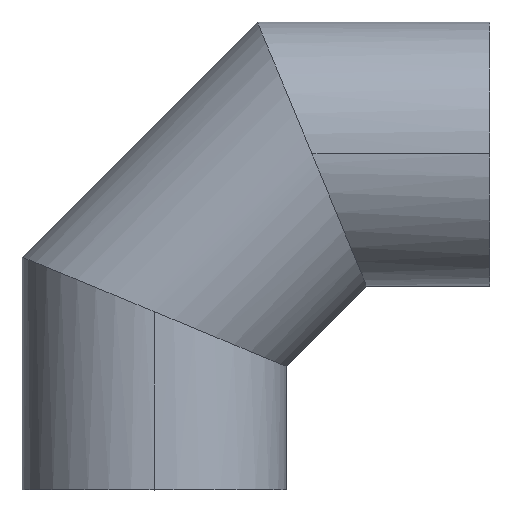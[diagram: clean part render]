
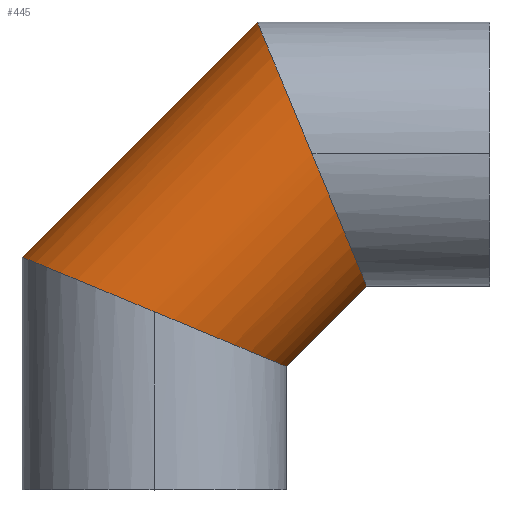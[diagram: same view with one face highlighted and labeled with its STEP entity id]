
A CAD part, top view. The second image highlights one B-rep face of the part: STEP entity #445.
In plain terms, the highlighted cylindrical face has radius 99.949 mm (diameter 199.898 mm), a partial arc.
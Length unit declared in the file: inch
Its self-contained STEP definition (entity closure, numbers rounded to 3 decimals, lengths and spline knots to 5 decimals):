
#2 = EDGE_CURVE ( 'NONE', #127, #148, #372, .T. ) ;
#20 = EDGE_CURVE ( 'NONE', #452, #85, #390, .T. ) ;
#31 = CARTESIAN_POINT ( 'NONE',  ( -2.30507, 6.25479, 3.935 ) ) ;
#35 = CARTESIAN_POINT ( 'NONE',  ( 0., 5.3, 3.935 ) ) ;
#36 = EDGE_CURVE ( 'NONE', #326, #148, #248, .T. ) ;
#62 = ORIENTED_EDGE ( 'NONE', *, *, #36, .T. ) ;
#66 = CARTESIAN_POINT ( 'NONE',  ( 0., 5.3, 0. ) ) ;
#68 = DIRECTION ( 'NONE',  ( 0.707, 0.707, 0. ) ) ;
#77 =( BOUNDED_CURVE ( )  B_SPLINE_CURVE ( 3, ( #90, #92, #79, #465 ),
 .UNSPECIFIED., .F., .F. ) 
 B_SPLINE_CURVE_WITH_KNOTS ( ( 4, 4 ),
 ( 3.14159, 4.71239 ),
 .UNSPECIFIED. ) 
 CURVE ( )  GEOMETRIC_REPRESENTATION_ITEM ( )  RATIONAL_B_SPLINE_CURVE ( ( 1., 0.805, 0.805, 1. ) ) 
 REPRESENTATION_ITEM ( '' )  );
#79 = CARTESIAN_POINT ( 'NONE',  ( 5.65479, 7.69493, 3.935 ) ) ;
#85 = VERTEX_POINT ( 'NONE', #516 ) ;
#90 = CARTESIAN_POINT ( 'NONE',  ( 6.32993, 6.065, 0. ) ) ;
#92 = CARTESIAN_POINT ( 'NONE',  ( 6.32993, 6.065, 2.30507 ) ) ;
#93 = LINE ( 'NONE', #356, #403 ) ;
#95 = DIRECTION ( 'NONE',  ( -0.707, 0.707, 0. ) ) ;
#116 = CYLINDRICAL_SURFACE ( 'NONE', #378, 3.935 ) ;
#127 = VERTEX_POINT ( 'NONE', #343 ) ;
#145 = EDGE_LOOP ( 'NONE', ( #159, #175, #185, #523, #62, #362 ) ) ;
#148 = VERTEX_POINT ( 'NONE', #420 ) ;
#159 = ORIENTED_EDGE ( 'NONE', *, *, #530, .T. ) ;
#173 = EDGE_CURVE ( 'NONE', #85, #180, #93, .T. ) ;
#175 = ORIENTED_EDGE ( 'NONE', *, *, #20, .T. ) ;
#180 = VERTEX_POINT ( 'NONE', #314 ) ;
#185 = ORIENTED_EDGE ( 'NONE', *, *, #173, .T. ) ;
#239 = CARTESIAN_POINT ( 'NONE',  ( 0., 5.3, 3.935 ) ) ;
#246 = FACE_OUTER_BOUND ( 'NONE', #145, .T. ) ;
#248 =( BOUNDED_CURVE ( )  B_SPLINE_CURVE ( 3, ( #318, #511, #513, #489 ),
 .UNSPECIFIED., .F., .F. ) 
 B_SPLINE_CURVE_WITH_KNOTS ( ( 4, 4 ),
 ( 4.71239, 6.28319 ),
 .UNSPECIFIED. ) 
 CURVE ( )  GEOMETRIC_REPRESENTATION_ITEM ( )  RATIONAL_B_SPLINE_CURVE ( ( 1., 0.805, 0.805, 1. ) ) 
 REPRESENTATION_ITEM ( '' )  );
#308 = DIRECTION ( 'NONE',  ( 0.707, 0.707, 0. ) ) ;
#314 = CARTESIAN_POINT ( 'NONE',  ( 6.32993, 6.065, 0. ) ) ;
#318 = CARTESIAN_POINT ( 'NONE',  ( 4.7, 10., 3.935 ) ) ;
#326 = VERTEX_POINT ( 'NONE', #499 ) ;
#343 = CARTESIAN_POINT ( 'NONE',  ( -3.935, 6.92993, 0. ) ) ;
#356 = CARTESIAN_POINT ( 'NONE',  ( 2.78247, 2.51753, 0. ) ) ;
#362 = ORIENTED_EDGE ( 'NONE', *, *, #2, .F. ) ;
#372 = LINE ( 'NONE', #438, #470 ) ;
#378 = AXIS2_PLACEMENT_3D ( 'NONE', #66, #68, #95 ) ;
#390 =( BOUNDED_CURVE ( )  B_SPLINE_CURVE ( 3, ( #519, #484, #442, #472 ),
 .UNSPECIFIED., .F., .F. ) 
 B_SPLINE_CURVE_WITH_KNOTS ( ( 4, 4 ),
 ( 4.71239, 6.28319 ),
 .UNSPECIFIED. ) 
 CURVE ( )  GEOMETRIC_REPRESENTATION_ITEM ( )  RATIONAL_B_SPLINE_CURVE ( ( 1., 0.805, 0.805, 1. ) ) 
 REPRESENTATION_ITEM ( '' )  );
#403 = VECTOR ( 'NONE', #308, 39.37008 ) ;
#420 = CARTESIAN_POINT ( 'NONE',  ( 3.07007, 13.935, 0. ) ) ;
#422 = EDGE_CURVE ( 'NONE', #180, #326, #77, .T. ) ;
#424 =( BOUNDED_CURVE ( )  B_SPLINE_CURVE ( 3, ( #485, #440, #31, #239 ),
 .UNSPECIFIED., .F., .F. ) 
 B_SPLINE_CURVE_WITH_KNOTS ( ( 4, 4 ),
 ( 3.14159, 4.71239 ),
 .UNSPECIFIED. ) 
 CURVE ( )  GEOMETRIC_REPRESENTATION_ITEM ( )  RATIONAL_B_SPLINE_CURVE ( ( 1., 0.805, 0.805, 1. ) ) 
 REPRESENTATION_ITEM ( '' )  );
#438 = CARTESIAN_POINT ( 'NONE',  ( -2.78247, 8.08247, 0. ) ) ;
#440 = CARTESIAN_POINT ( 'NONE',  ( -3.935, 6.92993, 2.30507 ) ) ;
#442 = CARTESIAN_POINT ( 'NONE',  ( 3.935, 3.67007, 2.30507 ) ) ;
#445 = ADVANCED_FACE ( 'NONE', ( #246 ), #116, .T. ) ;
#452 = VERTEX_POINT ( 'NONE', #35 ) ;
#458 = DIRECTION ( 'NONE',  ( 0.707, 0.707, 0. ) ) ;
#465 = CARTESIAN_POINT ( 'NONE',  ( 4.7, 10., 3.935 ) ) ;
#470 = VECTOR ( 'NONE', #458, 39.37008 ) ;
#472 = CARTESIAN_POINT ( 'NONE',  ( 3.935, 3.67007, 0. ) ) ;
#484 = CARTESIAN_POINT ( 'NONE',  ( 2.30507, 4.34521, 3.935 ) ) ;
#485 = CARTESIAN_POINT ( 'NONE',  ( -3.935, 6.92993, 0. ) ) ;
#489 = CARTESIAN_POINT ( 'NONE',  ( 3.07007, 13.935, 0. ) ) ;
#499 = CARTESIAN_POINT ( 'NONE',  ( 4.7, 10., 3.935 ) ) ;
#511 = CARTESIAN_POINT ( 'NONE',  ( 3.74521, 12.30507, 3.935 ) ) ;
#513 = CARTESIAN_POINT ( 'NONE',  ( 3.07007, 13.935, 2.30507 ) ) ;
#516 = CARTESIAN_POINT ( 'NONE',  ( 3.935, 3.67007, 0. ) ) ;
#519 = CARTESIAN_POINT ( 'NONE',  ( 0., 5.3, 3.935 ) ) ;
#523 = ORIENTED_EDGE ( 'NONE', *, *, #422, .T. ) ;
#530 = EDGE_CURVE ( 'NONE', #127, #452, #424, .T. ) ;
